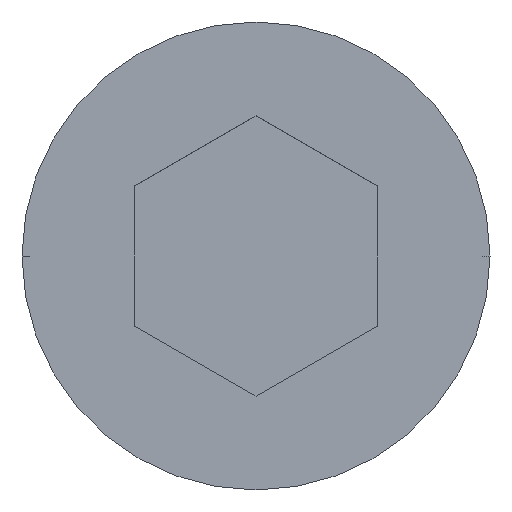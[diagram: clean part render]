
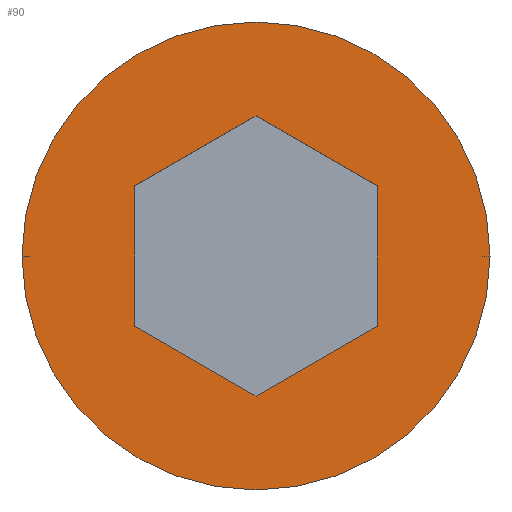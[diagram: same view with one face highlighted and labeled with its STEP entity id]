
A CAD part, top view. The second image highlights one B-rep face of the part: STEP entity #90.
In plain terms, the highlighted planar face has unit normal (0, 0, 1).
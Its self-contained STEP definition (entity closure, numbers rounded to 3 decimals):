
#12 = LINE ( 'NONE', #86, #165 ) ;
#14 = DIRECTION ( 'NONE',  ( 1., 0., 0. ) ) ;
#35 = EDGE_CURVE ( 'NONE', #171, #287, #93, .T. ) ;
#38 = CARTESIAN_POINT ( 'NONE',  ( 0., 1.796, 31.75 ) ) ;
#42 = VERTEX_POINT ( 'NONE', #188 ) ;
#55 = CARTESIAN_POINT ( 'NONE',  ( -1.555, 0.898, 31.75 ) ) ;
#67 = EDGE_CURVE ( 'NONE', #287, #138, #273, .T. ) ;
#69 = VERTEX_POINT ( 'NONE', #244 ) ;
#73 = VECTOR ( 'NONE', #126, 1000. ) ;
#74 = CARTESIAN_POINT ( 'NONE',  ( -1.555, -0.898, 31.75 ) ) ;
#78 = ORIENTED_EDGE ( 'NONE', *, *, #67, .F. ) ;
#79 = EDGE_LOOP ( 'NONE', ( #147, #209, #387, #314, #200, #78 ) ) ;
#85 = PLANE ( 'NONE',  #368 ) ;
#86 = CARTESIAN_POINT ( 'NONE',  ( -1.555, 0.898, 31.75 ) ) ;
#90 = ADVANCED_FACE ( 'NONE', ( #129, #161 ), #85, .F. ) ;
#92 = AXIS2_PLACEMENT_3D ( 'NONE', #297, #148, #14 ) ;
#93 = LINE ( 'NONE', #393, #73 ) ;
#99 = VECTOR ( 'NONE', #271, 1000. ) ;
#111 = CARTESIAN_POINT ( 'NONE',  ( 1.555, 0.898, 31.75 ) ) ;
#126 = DIRECTION ( 'NONE',  ( -0.866, 0.5, 0. ) ) ;
#129 = FACE_OUTER_BOUND ( 'NONE', #299, .T. ) ;
#131 = DIRECTION ( 'NONE',  ( 0., -1., 0. ) ) ;
#138 = VERTEX_POINT ( 'NONE', #55 ) ;
#147 = ORIENTED_EDGE ( 'NONE', *, *, #35, .F. ) ;
#148 = DIRECTION ( 'NONE',  ( 0., 0., -1. ) ) ;
#149 = LINE ( 'NONE', #74, #99 ) ;
#161 = FACE_BOUND ( 'NONE', #79, .T. ) ;
#164 = EDGE_CURVE ( 'NONE', #266, #69, #149, .T. ) ;
#165 = VECTOR ( 'NONE', #178, 1000. ) ;
#166 = CARTESIAN_POINT ( 'NONE',  ( 0., -1.796, 31.75 ) ) ;
#169 = EDGE_CURVE ( 'NONE', #242, #171, #268, .T. ) ;
#171 = VERTEX_POINT ( 'NONE', #111 ) ;
#172 = CARTESIAN_POINT ( 'NONE',  ( 1.555, -0.898, 31.75 ) ) ;
#178 = DIRECTION ( 'NONE',  ( 0., -1., 0. ) ) ;
#188 = CARTESIAN_POINT ( 'NONE',  ( 3., 0., 31.75 ) ) ;
#193 = DIRECTION ( 'NONE',  ( -0.866, -0.5, 0. ) ) ;
#195 = EDGE_CURVE ( 'NONE', #138, #266, #12, .T. ) ;
#196 = VECTOR ( 'NONE', #227, 1000. ) ;
#200 = ORIENTED_EDGE ( 'NONE', *, *, #195, .F. ) ;
#203 = VERTEX_POINT ( 'NONE', #318 ) ;
#209 = ORIENTED_EDGE ( 'NONE', *, *, #169, .F. ) ;
#214 = CARTESIAN_POINT ( 'NONE',  ( 0., 1.796, 31.75 ) ) ;
#218 = DIRECTION ( 'NONE',  ( 0., 0., -1. ) ) ;
#224 = EDGE_CURVE ( 'NONE', #42, #203, #320, .T. ) ;
#227 = DIRECTION ( 'NONE',  ( 0.866, 0.5, 0. ) ) ;
#242 = VERTEX_POINT ( 'NONE', #172 ) ;
#244 = CARTESIAN_POINT ( 'NONE',  ( 0., -1.796, 31.75 ) ) ;
#253 = VECTOR ( 'NONE', #193, 1000. ) ;
#262 = DIRECTION ( 'NONE',  ( 0., 1., 0. ) ) ;
#265 = CARTESIAN_POINT ( 'NONE',  ( 1.555, -0.898, 31.75 ) ) ;
#266 = VERTEX_POINT ( 'NONE', #375 ) ;
#268 = LINE ( 'NONE', #265, #308 ) ;
#271 = DIRECTION ( 'NONE',  ( 0.866, -0.5, 0. ) ) ;
#273 = LINE ( 'NONE', #214, #253 ) ;
#285 = LINE ( 'NONE', #166, #196 ) ;
#287 = VERTEX_POINT ( 'NONE', #38 ) ;
#297 = CARTESIAN_POINT ( 'NONE',  ( 0., 0., 31.75 ) ) ;
#299 = EDGE_LOOP ( 'NONE', ( #359, #373 ) ) ;
#304 = DIRECTION ( 'NONE',  ( 0., 0., -1. ) ) ;
#308 = VECTOR ( 'NONE', #262, 1000. ) ;
#314 = ORIENTED_EDGE ( 'NONE', *, *, #164, .F. ) ;
#318 = CARTESIAN_POINT ( 'NONE',  ( -3., 0., 31.75 ) ) ;
#320 = CIRCLE ( 'NONE', #369, 3. ) ;
#323 = EDGE_CURVE ( 'NONE', #203, #42, #397, .T. ) ;
#334 = DIRECTION ( 'NONE',  ( 1., 0., 0. ) ) ;
#350 = EDGE_CURVE ( 'NONE', #69, #242, #285, .T. ) ;
#359 = ORIENTED_EDGE ( 'NONE', *, *, #224, .F. ) ;
#365 = CARTESIAN_POINT ( 'NONE',  ( 0., 0., 31.75 ) ) ;
#368 = AXIS2_PLACEMENT_3D ( 'NONE', #396, #304, #131 ) ;
#369 = AXIS2_PLACEMENT_3D ( 'NONE', #365, #218, #334 ) ;
#373 = ORIENTED_EDGE ( 'NONE', *, *, #323, .F. ) ;
#375 = CARTESIAN_POINT ( 'NONE',  ( -1.555, -0.898, 31.75 ) ) ;
#387 = ORIENTED_EDGE ( 'NONE', *, *, #350, .F. ) ;
#393 = CARTESIAN_POINT ( 'NONE',  ( 1.555, 0.898, 31.75 ) ) ;
#396 = CARTESIAN_POINT ( 'NONE',  ( 0., 0., 31.75 ) ) ;
#397 = CIRCLE ( 'NONE', #92, 3. ) ;
